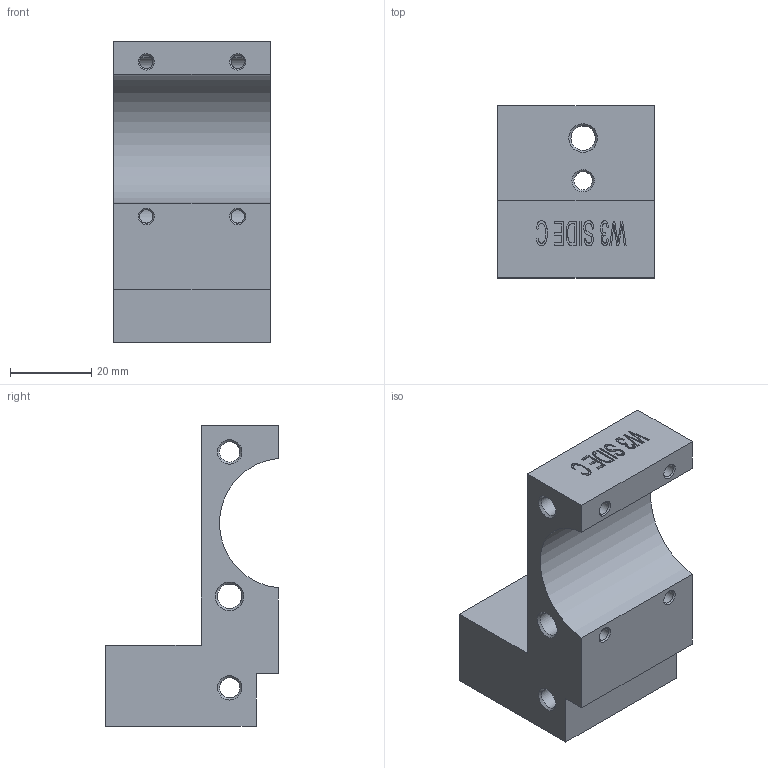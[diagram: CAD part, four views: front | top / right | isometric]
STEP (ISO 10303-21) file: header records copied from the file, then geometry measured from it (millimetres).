
FILE_DESCRIPTION(/* description */ (''),/* implementation_level */ '2;1');
FILE_NAME(/* name */ 'GETOUT_STAVE_83.stp',/* time_stamp */ '2018-10-02T16:18:11+02:00',/* author */ (''),/* organization */ (''),/* preprocessor_version */ 'ST-DEVELOPER v16.7',/* originating_system */ 'SIEMENS PLM Software NX 12.0',/* authorisation */ '');
FILE_SCHEMA (('AP203_CONFIGURATION_CONTROLLED_3D_DESIGN_OF_MECHANICAL_PARTS_AND_ASSEMBLIES_MIM_LF { 1 0 10303 403 2 1 2}'));
Length unit declared in the file: millimetre
Products named in the file (1): turc469439F0yo1i
Bounding box: 38.5 x 42.5 x 74 mm (x, y, z)
Volume: 51492.1 mm3; surface area: 15580.1 mm2
Topology: 1 solids, 1 shells, 214 faces, 576 edges, 386 vertices
Faces by surface type: plane 154, extrusion 32, cone 17, cylinder 11
Full cylindrical faces by diameter (mm): 3.3 x4, 4.5 x1, 5 x2, 6 x3
Entity records: 8168 total; most frequent: CARTESIAN_POINT 3408, ORIENTED_EDGE 1046, DIRECTION 671, EDGE_CURVE 523, VERTEX_POINT 360, B_SPLINE_CURVE_WITH_KNOTS 341, EDGE_LOOP 283, AXIS2_PLACEMENT_3D 230
